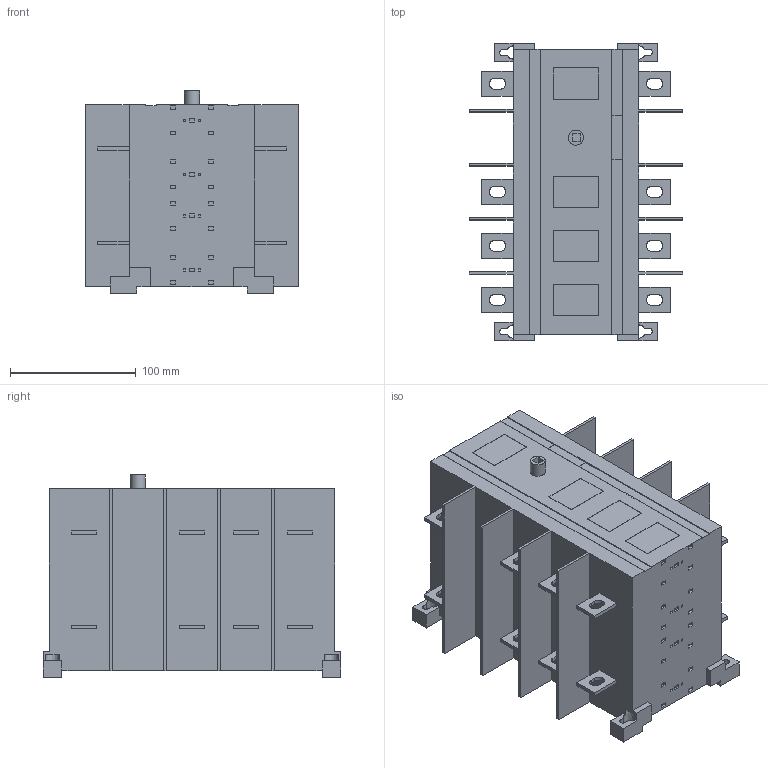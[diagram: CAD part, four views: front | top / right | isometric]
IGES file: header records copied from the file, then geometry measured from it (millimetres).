
Global section: file name: OT200U13C.igs; preprocessor: I-DEAS 3D IGES Translator 11; date: 20110427.085009; units: millimetre
Bounding box: 170 x 237 x 161 mm (x, y, z)
Volume: 3400353.4 mm3; surface area: 249623 mm2
Topology: 1 solids, 1 shells, 553 faces, 1431 edges, 954 vertices
Faces by surface type: bspline 553
